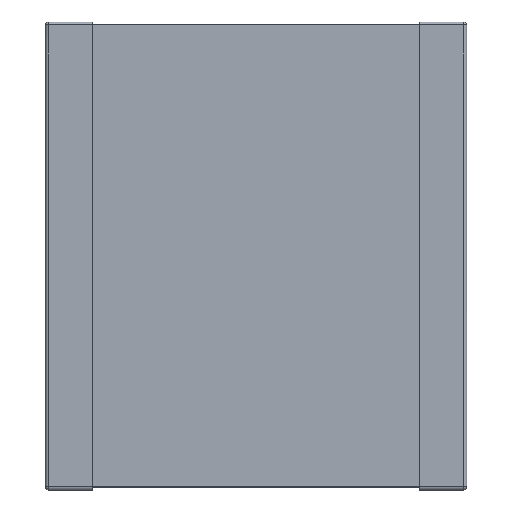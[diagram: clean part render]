
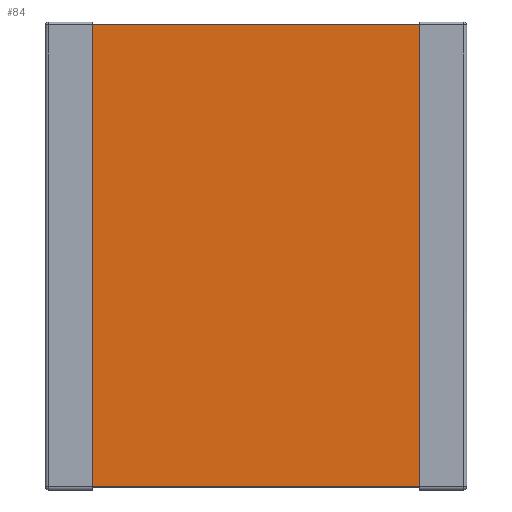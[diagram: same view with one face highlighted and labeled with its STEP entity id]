
A CAD part, top view. The second image highlights one B-rep face of the part: STEP entity #84.
In plain terms, the highlighted planar face has unit normal (0, 0, 1).
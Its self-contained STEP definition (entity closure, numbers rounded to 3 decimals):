
#84=ADVANCED_FACE('',(#124),#1186,.T.);
#124=FACE_OUTER_BOUND('',#166,.T.);
#166=EDGE_LOOP('',(#322,#323,#324,#325));
#322=ORIENTED_EDGE('',*,*,#846,.T.);
#323=ORIENTED_EDGE('',*,*,#847,.T.);
#324=ORIENTED_EDGE('',*,*,#848,.T.);
#325=ORIENTED_EDGE('',*,*,#849,.T.);
#490=PCURVE('',#1186,#658);
#491=PCURVE('',#1186,#659);
#492=PCURVE('',#1186,#660);
#493=PCURVE('',#1186,#661);
#500=PCURVE('',#1188,#668);
#502=PCURVE('',#1189,#670);
#658=DEFINITIONAL_REPRESENTATION('',(#1091),#2277);
#659=DEFINITIONAL_REPRESENTATION('',(#1093),#2277);
#660=DEFINITIONAL_REPRESENTATION('',(#1095),#2277);
#661=DEFINITIONAL_REPRESENTATION('',(#1097),#2277);
#668=DEFINITIONAL_REPRESENTATION('',(#1109),#2277);
#670=DEFINITIONAL_REPRESENTATION('',(#1112),#2277);
#754=SURFACE_CURVE('',#1090,(#490,#500),.PCURVE_S1.);
#755=SURFACE_CURVE('',#1092,(#491),.PCURVE_S1.);
#756=SURFACE_CURVE('',#1094,(#492,#502),.PCURVE_S1.);
#757=SURFACE_CURVE('',#1096,(#493),.PCURVE_S1.);
#846=EDGE_CURVE('',#1166,#1168,#754,.T.);
#847=EDGE_CURVE('',#1168,#1169,#755,.T.);
#848=EDGE_CURVE('',#1169,#1167,#756,.T.);
#849=EDGE_CURVE('',#1167,#1166,#757,.T.);
#1090=B_SPLINE_CURVE_WITH_KNOTS('',1,(#2220,#2221),.UNSPECIFIED.,.F.,.F.,
(2,2),(-1.,0.),.UNSPECIFIED.);
#1091=B_SPLINE_CURVE_WITH_KNOTS('',1,(#2222,#2223),.UNSPECIFIED.,.F.,.F.,
(2,2),(-1.,0.),.UNSPECIFIED.);
#1092=B_SPLINE_CURVE_WITH_KNOTS('',1,(#2224,#2225),.UNSPECIFIED.,.F.,.F.,
(2,2),(0.,1.),.UNSPECIFIED.);
#1093=B_SPLINE_CURVE_WITH_KNOTS('',1,(#2226,#2227),.UNSPECIFIED.,.F.,.F.,
(2,2),(0.,1.),.UNSPECIFIED.);
#1094=B_SPLINE_CURVE_WITH_KNOTS('',1,(#2228,#2229),.UNSPECIFIED.,.F.,.F.,
(2,2),(0.,1.),.UNSPECIFIED.);
#1095=B_SPLINE_CURVE_WITH_KNOTS('',1,(#2230,#2231),.UNSPECIFIED.,.F.,.F.,
(2,2),(0.,1.),.UNSPECIFIED.);
#1096=B_SPLINE_CURVE_WITH_KNOTS('',1,(#2232,#2233),.UNSPECIFIED.,.F.,.F.,
(2,2),(-1.,0.),.UNSPECIFIED.);
#1097=B_SPLINE_CURVE_WITH_KNOTS('',1,(#2234,#2235),.UNSPECIFIED.,.F.,.F.,
(2,2),(-1.,0.),.UNSPECIFIED.);
#1109=B_SPLINE_CURVE_WITH_KNOTS('',1,(#2258,#2259),.UNSPECIFIED.,.F.,.F.,
(2,2),(-1.,0.),.UNSPECIFIED.);
#1112=B_SPLINE_CURVE_WITH_KNOTS('',1,(#2264,#2265),.UNSPECIFIED.,.F.,.F.,
(2,2),(0.,1.),.UNSPECIFIED.);
#1166=VERTEX_POINT('',#2212);
#1167=VERTEX_POINT('',#2213);
#1168=VERTEX_POINT('',#2214);
#1169=VERTEX_POINT('',#2215);
#1186=PLANE('',#1246);
#1188=PLANE('',#1248);
#1189=PLANE('',#1249);
#1246=AXIS2_PLACEMENT_3D('',#2208,#1265,$);
#1248=AXIS2_PLACEMENT_3D('',#2210,#1267,$);
#1249=AXIS2_PLACEMENT_3D('',#2211,#1268,$);
#1265=DIRECTION('',(0.,0.,1.));
#1267=DIRECTION('',(0.,-1.,0.));
#1268=DIRECTION('',(0.,1.,0.));
#2208=CARTESIAN_POINT('',(-2.22,3.135,1.4));
#2210=CARTESIAN_POINT('',(-2.22,-3.135,0.));
#2211=CARTESIAN_POINT('',(-2.22,3.135,1.4));
#2212=CARTESIAN_POINT('',(-2.22,-3.135,1.4));
#2213=CARTESIAN_POINT('',(-2.22,3.135,1.4));
#2214=CARTESIAN_POINT('',(2.22,-3.135,1.4));
#2215=CARTESIAN_POINT('',(2.22,3.135,1.4));
#2220=CARTESIAN_POINT('',(-2.22,-3.135,1.4));
#2221=CARTESIAN_POINT('',(2.22,-3.135,1.4));
#2222=CARTESIAN_POINT('',(1.,0.));
#2223=CARTESIAN_POINT('',(1.,1.));
#2224=CARTESIAN_POINT('',(2.22,-3.135,1.4));
#2225=CARTESIAN_POINT('',(2.22,3.135,1.4));
#2226=CARTESIAN_POINT('',(1.,1.));
#2227=CARTESIAN_POINT('',(0.,1.));
#2228=CARTESIAN_POINT('',(2.22,3.135,1.4));
#2229=CARTESIAN_POINT('',(-2.22,3.135,1.4));
#2230=CARTESIAN_POINT('',(0.,1.));
#2231=CARTESIAN_POINT('',(0.,0.));
#2232=CARTESIAN_POINT('',(-2.22,3.135,1.4));
#2233=CARTESIAN_POINT('',(-2.22,-3.135,1.4));
#2234=CARTESIAN_POINT('',(0.,0.));
#2235=CARTESIAN_POINT('',(1.,0.));
#2258=CARTESIAN_POINT('',(0.,1.));
#2259=CARTESIAN_POINT('',(1.,1.));
#2264=CARTESIAN_POINT('',(1.,0.));
#2265=CARTESIAN_POINT('',(0.,0.));
#2277=(
GEOMETRIC_REPRESENTATION_CONTEXT(2)
PARAMETRIC_REPRESENTATION_CONTEXT()
REPRESENTATION_CONTEXT('pspace','')
);
